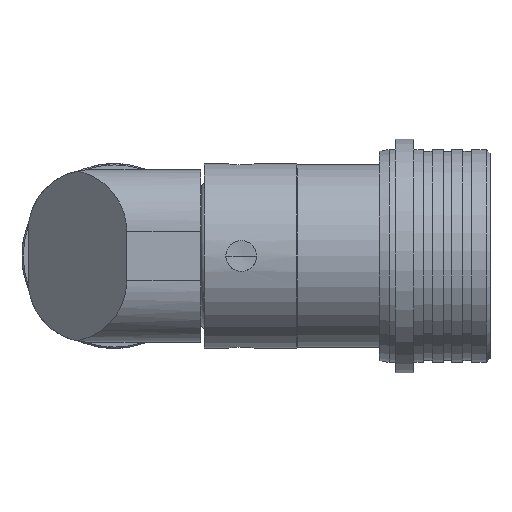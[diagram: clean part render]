
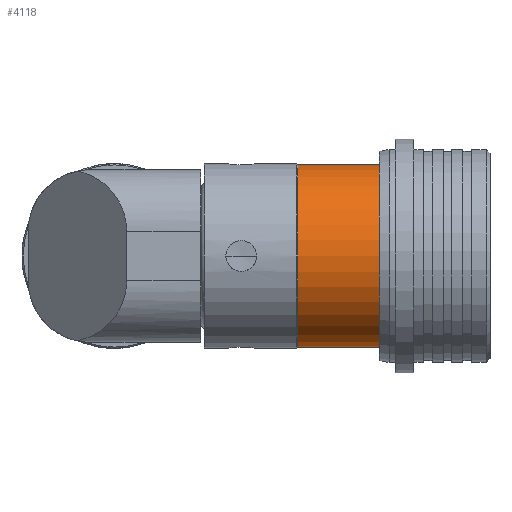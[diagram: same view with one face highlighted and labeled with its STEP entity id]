
A CAD part, left-side view. The second image highlights one B-rep face of the part: STEP entity #4118.
In plain terms, the highlighted cylindrical face has radius 7.4 mm (diameter 14.8 mm), a partial arc.
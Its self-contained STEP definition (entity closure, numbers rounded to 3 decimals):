
#13 = AXIS2_PLACEMENT_3D ( 'NONE', #5846, #2905, #6351 ) ;
#121 = AXIS2_PLACEMENT_3D ( 'NONE', #3743, #281, #775 ) ;
#258 = DIRECTION ( 'NONE',  ( -1., 0., 0. ) ) ;
#281 = DIRECTION ( 'NONE',  ( -1., 0., 0. ) ) ;
#457 = FACE_OUTER_BOUND ( 'NONE', #3076, .T. ) ;
#775 = DIRECTION ( 'NONE',  ( 0., 0., 1. ) ) ;
#1182 = ORIENTED_EDGE ( 'NONE', *, *, #5148, .T. ) ;
#1306 = EDGE_CURVE ( 'NONE', #6143, #6018, #2564, .T. ) ;
#1480 = CARTESIAN_POINT ( 'NONE',  ( 13.6, 0., 7.4 ) ) ;
#1664 = CIRCLE ( 'NONE', #13, 7.4 ) ;
#1763 = ORIENTED_EDGE ( 'NONE', *, *, #1306, .F. ) ;
#1825 = VERTEX_POINT ( 'NONE', #3678 ) ;
#1911 = LINE ( 'NONE', #3219, #4543 ) ;
#2564 = CIRCLE ( 'NONE', #4924, 7.4 ) ;
#2905 = DIRECTION ( 'NONE',  ( 1., 0., 0. ) ) ;
#2906 = VECTOR ( 'NONE', #4464, 1000. ) ;
#3076 = EDGE_LOOP ( 'NONE', ( #5144, #1763, #1182, #4534 ) ) ;
#3219 = CARTESIAN_POINT ( 'NONE',  ( 13.6, 0., -7.4 ) ) ;
#3678 = CARTESIAN_POINT ( 'NONE',  ( 6.2, 0., -7.4 ) ) ;
#3743 = CARTESIAN_POINT ( 'NONE',  ( 13.6, 0., 0. ) ) ;
#4055 = EDGE_CURVE ( 'NONE', #6018, #1825, #1911, .T. ) ;
#4075 = LINE ( 'NONE', #1480, #2906 ) ;
#4086 = CYLINDRICAL_SURFACE ( 'NONE', #121, 7.4 ) ;
#4118 = ADVANCED_FACE ( 'NONE', ( #457 ), #4086, .T. ) ;
#4393 = EDGE_CURVE ( 'NONE', #6248, #1825, #1664, .T. ) ;
#4464 = DIRECTION ( 'NONE',  ( -1., 0., 0. ) ) ;
#4534 = ORIENTED_EDGE ( 'NONE', *, *, #4393, .T. ) ;
#4543 = VECTOR ( 'NONE', #258, 1000. ) ;
#4623 = CARTESIAN_POINT ( 'NONE',  ( 13.6, 0., 7.4 ) ) ;
#4924 = AXIS2_PLACEMENT_3D ( 'NONE', #5031, #5335, #5372 ) ;
#5015 = CARTESIAN_POINT ( 'NONE',  ( 13.6, 0., -7.4 ) ) ;
#5031 = CARTESIAN_POINT ( 'NONE',  ( 13.6, 0., 0. ) ) ;
#5144 = ORIENTED_EDGE ( 'NONE', *, *, #4055, .F. ) ;
#5148 = EDGE_CURVE ( 'NONE', #6143, #6248, #4075, .T. ) ;
#5214 = CARTESIAN_POINT ( 'NONE',  ( 6.2, 0., 7.4 ) ) ;
#5335 = DIRECTION ( 'NONE',  ( 1., 0., 0. ) ) ;
#5372 = DIRECTION ( 'NONE',  ( 0., 0., -1. ) ) ;
#5846 = CARTESIAN_POINT ( 'NONE',  ( 6.2, 0., 0. ) ) ;
#6018 = VERTEX_POINT ( 'NONE', #5015 ) ;
#6143 = VERTEX_POINT ( 'NONE', #4623 ) ;
#6248 = VERTEX_POINT ( 'NONE', #5214 ) ;
#6351 = DIRECTION ( 'NONE',  ( 0., 0., -1. ) ) ;
